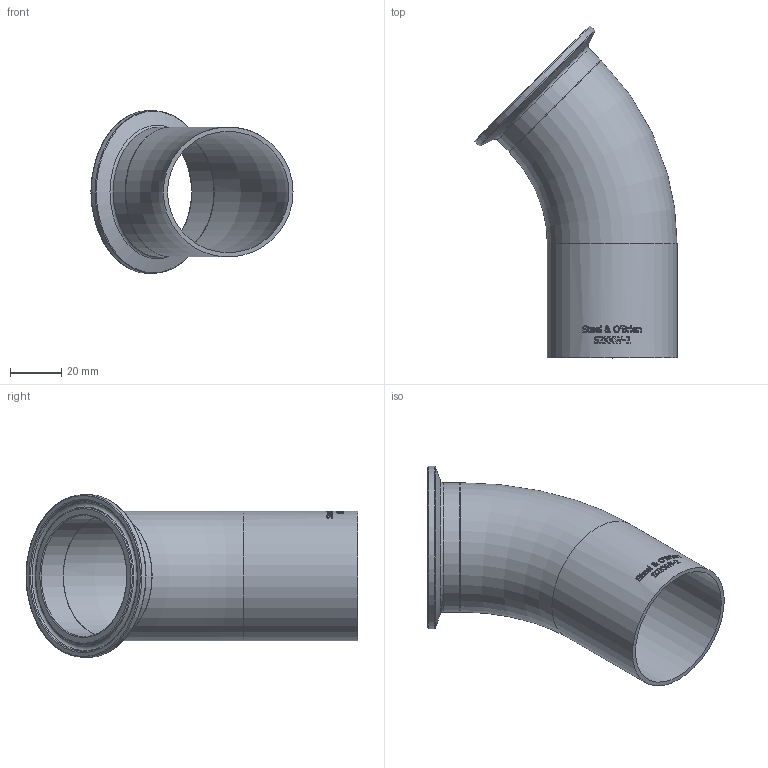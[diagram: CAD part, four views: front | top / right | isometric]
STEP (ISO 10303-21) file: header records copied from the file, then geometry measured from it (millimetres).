
FILE_DESCRIPTION(/* description */ (''),/* implementation_level */ '2;1');
FILE_NAME(/* name */ 'S2KKW-2.stp',/* time_stamp */ '2018-11-16T09:55:13-05:00',/* author */ ('rick'),/* organization */ (''),/* preprocessor_version */ 'ST-DEVELOPER v15.2',/* originating_system */ 'Autodesk Inventor 2014',/* authorisation */ '');
FILE_SCHEMA (('AUTOMOTIVE_DESIGN { 1 0 10303 214 3 1 1 }'));
Length unit declared in the file: inch
Products named in the file (1): S2KKW-2
Bounding box: 79.13 x 129.93 x 63.91 mm (x, y, z)
Volume: 33969.4 mm3; surface area: 39138.1 mm2
Topology: 1 solids, 1 shells, 348 faces, 935 edges, 620 vertices
Faces by surface type: bspline 157, plane 142, cylinder 35, torus 11, cone 3
Full cylindrical faces by diameter (mm): 47.498 x2, 50.8 x2, 63.906 x1
Entity records: 13869 total; most frequent: CARTESIAN_POINT 6084, ORIENTED_EDGE 1814, DIRECTION 1170, EDGE_CURVE 907, VERTEX_POINT 613, EDGE_LOOP 400, LINE 396, VECTOR 396
